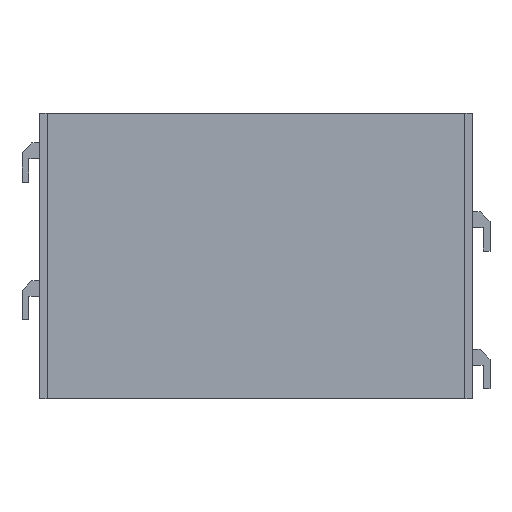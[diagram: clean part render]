
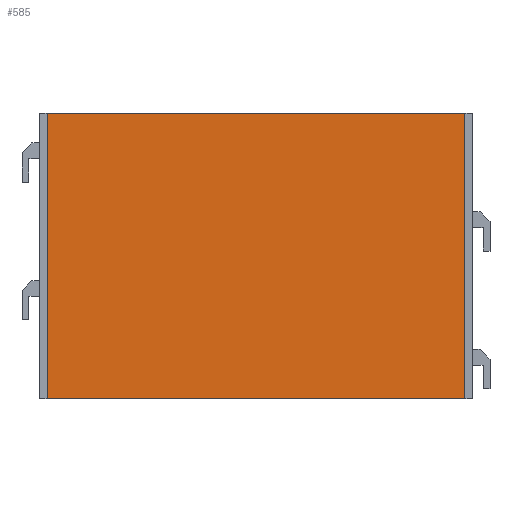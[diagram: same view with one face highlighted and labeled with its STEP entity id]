
A CAD part, top view. The second image highlights one B-rep face of the part: STEP entity #585.
In plain terms, the highlighted planar face has unit normal (0, 0, 1).
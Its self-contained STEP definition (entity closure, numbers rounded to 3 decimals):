
#11 = CARTESIAN_POINT ( 'NONE',  ( -42.5, 0., 3. ) ) ;
#55 = VERTEX_POINT ( 'NONE', #1030 ) ;
#137 = VECTOR ( 'NONE', #1815, 1000. ) ;
#213 = EDGE_LOOP ( 'NONE', ( #730, #610, #389, #1740 ) ) ;
#250 = FACE_OUTER_BOUND ( 'NONE', #213, .T. ) ;
#377 = CARTESIAN_POINT ( 'NONE',  ( 42.5, 0., 3. ) ) ;
#389 = ORIENTED_EDGE ( 'NONE', *, *, #1626, .F. ) ;
#434 = CARTESIAN_POINT ( 'NONE',  ( 42.5, 0., 3. ) ) ;
#486 = VECTOR ( 'NONE', #1124, 1000. ) ;
#506 = CARTESIAN_POINT ( 'NONE',  ( 42.5, -58., 3. ) ) ;
#518 = VERTEX_POINT ( 'NONE', #1036 ) ;
#577 = VECTOR ( 'NONE', #1832, 1000. ) ;
#585 = ADVANCED_FACE ( 'NONE', ( #250 ), #1119, .F. ) ;
#610 = ORIENTED_EDGE ( 'NONE', *, *, #1143, .F. ) ;
#634 = CARTESIAN_POINT ( 'NONE',  ( -42.5, 0., 3. ) ) ;
#691 = LINE ( 'NONE', #434, #486 ) ;
#730 = ORIENTED_EDGE ( 'NONE', *, *, #1742, .T. ) ;
#832 = DIRECTION ( 'NONE',  ( 0., 0., -1. ) ) ;
#947 = DIRECTION ( 'NONE',  ( 0., 1., 0. ) ) ;
#962 = CARTESIAN_POINT ( 'NONE',  ( 42.5, 0., 3. ) ) ;
#1030 = CARTESIAN_POINT ( 'NONE',  ( -42.5, -58., 3. ) ) ;
#1036 = CARTESIAN_POINT ( 'NONE',  ( 42.5, -58., 3. ) ) ;
#1088 = DIRECTION ( 'NONE',  ( -1., 0., 0. ) ) ;
#1119 = PLANE ( 'NONE',  #1222 ) ;
#1124 = DIRECTION ( 'NONE',  ( 0., -1., 0. ) ) ;
#1143 = EDGE_CURVE ( 'NONE', #518, #55, #1512, .T. ) ;
#1214 = VERTEX_POINT ( 'NONE', #962 ) ;
#1222 = AXIS2_PLACEMENT_3D ( 'NONE', #377, #832, #947 ) ;
#1355 = CARTESIAN_POINT ( 'NONE',  ( 42.5, 0., 3. ) ) ;
#1370 = VERTEX_POINT ( 'NONE', #11 ) ;
#1399 = VECTOR ( 'NONE', #1088, 1000. ) ;
#1512 = LINE ( 'NONE', #506, #137 ) ;
#1541 = LINE ( 'NONE', #634, #577 ) ;
#1626 = EDGE_CURVE ( 'NONE', #1214, #518, #691, .T. ) ;
#1685 = LINE ( 'NONE', #1355, #1399 ) ;
#1735 = EDGE_CURVE ( 'NONE', #1214, #1370, #1685, .T. ) ;
#1740 = ORIENTED_EDGE ( 'NONE', *, *, #1735, .T. ) ;
#1742 = EDGE_CURVE ( 'NONE', #1370, #55, #1541, .T. ) ;
#1815 = DIRECTION ( 'NONE',  ( -1., 0., 0. ) ) ;
#1832 = DIRECTION ( 'NONE',  ( 0., -1., 0. ) ) ;
